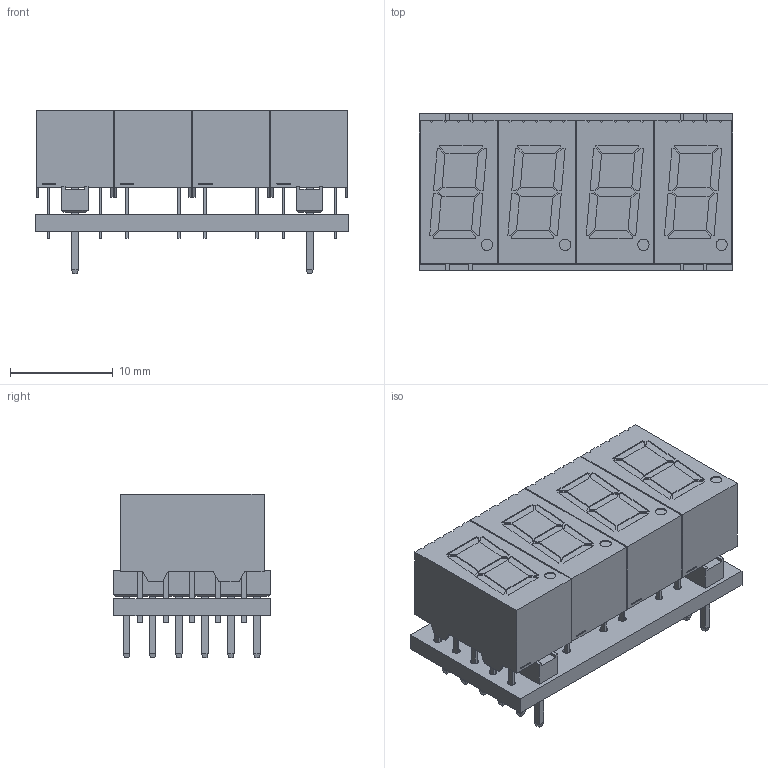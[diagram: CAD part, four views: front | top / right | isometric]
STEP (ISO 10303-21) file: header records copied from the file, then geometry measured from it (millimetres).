
FILE_DESCRIPTION(('Open CASCADE Model'),'2;1');
FILE_NAME('Open CASCADE Shape Model','2025-07-25T16:52:50',('Author'),( 'Open CASCADE'),'Open CASCADE STEP processor 6.2','Open CASCADE 6.2' ,'Unknown');
FILE_SCHEMA(('AUTOMOTIVE_DESIGN { 1 0 10303 214 1 1 1 1 }'));
Length unit declared in the file: millimetre
Products named in the file (16): PCB; Board; JP2; pin6x1; pin; cgrid_1x1_parte2; Open CASCADE STEP translator 6.2 1.2.1.2.1; Open CASCADE STEP translator 6.2 1.2.1.2.2; JP1; D1; DISPLAY7SEG_036; SW3dPS-Disp_SA36-11_Open_CASCADE_STEP_translator_6.2_209.2; SW3dPS-Disp_SA36-11_Disp_SA36-12; D2; D3; D4
Assembly tree (29 placements, depth 5):
  PCB
    Board
    JP2
      pin6x1
        pin  x6
        cgrid_1x1_parte2  x6
          Open CASCADE STEP translator 6.2 1.2.1.2.1
          Open CASCADE STEP translator 6.2 1.2.1.2.2
    JP1
      pin6x1
        pin  x6
        cgrid_1x1_parte2  x6
          Open CASCADE STEP translator 6.2 1.2.1.2.1
          Open CASCADE STEP translator 6.2 1.2.1.2.2
    D1
      DISPLAY7SEG_036
        SW3dPS-Disp_SA36-11_Open_CASCADE_STEP_translator_6.2_209.2
          SW3dPS-Disp_SA36-11_Disp_SA36-12
    D2
      DISPLAY7SEG_036
        SW3dPS-Disp_SA36-11_Open_CASCADE_STEP_translator_6.2_209.2
          SW3dPS-Disp_SA36-11_Disp_SA36-12
    D3
      DISPLAY7SEG_036
        SW3dPS-Disp_SA36-11_Open_CASCADE_STEP_translator_6.2_209.2
          SW3dPS-Disp_SA36-11_Disp_SA36-12
    D4
      DISPLAY7SEG_036
        SW3dPS-Disp_SA36-11_Open_CASCADE_STEP_translator_6.2_209.2
          SW3dPS-Disp_SA36-11_Disp_SA36-12
Bounding box: 30.48 x 15.28 x 15.95 mm (x, y, z)
Volume: 4120.8 mm3; surface area: 5177.5 mm2
Topology: 29 solids, 41 shells, 2422 faces, 6156 edges, 4024 vertices
Faces by surface type: plane 1898, bspline 464, cylinder 60
Full cylindrical faces by diameter (mm): 0.762 x40, 1.016 x12
Entity records: 46019 total; most frequent: CARTESIAN_POINT 15798, DIRECTION 4323, LINE 3099, VECTOR 3099, ORIENTED_EDGE 2834, PCURVE 2834, DEFINITIONAL_REPRESENTATION 2834, EDGE_CURVE 1417
